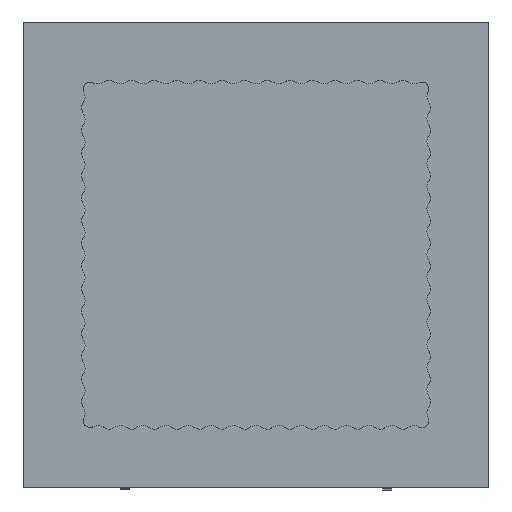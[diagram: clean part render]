
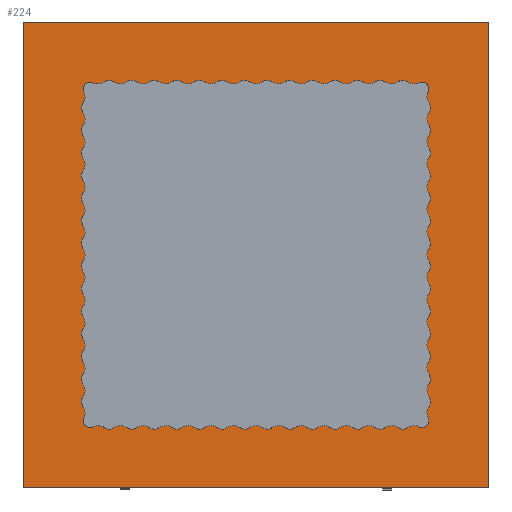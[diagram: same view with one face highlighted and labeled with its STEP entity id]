
A CAD part, front view. The second image highlights one B-rep face of the part: STEP entity #224.
In plain terms, the highlighted planar face has unit normal (0, -1, 0).
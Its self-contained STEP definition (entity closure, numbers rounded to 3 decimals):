
#224=ADVANCED_FACE('',(#479),#3901,.T.);
#479=FACE_OUTER_BOUND('',#734,.T.);
#734=EDGE_LOOP('',(#1045,#1046,#1047,#1048));
#1045=ORIENTED_EDGE('',*,*,#2441,.F.);
#1046=ORIENTED_EDGE('',*,*,#2438,.F.);
#1047=ORIENTED_EDGE('',*,*,#2435,.F.);
#1048=ORIENTED_EDGE('',*,*,#2431,.F.);
#2431=EDGE_CURVE('',#3421,#3422,#3132,.T.);
#2435=EDGE_CURVE('',#3422,#3425,#3136,.T.);
#2438=EDGE_CURVE('',#3425,#3427,#3139,.T.);
#2441=EDGE_CURVE('',#3427,#3421,#3142,.T.);
#3132=B_SPLINE_CURVE_WITH_KNOTS('',1,(#8428,#8429),.UNSPECIFIED.,.F.,.F.,
(2,2),(0.,1.),.UNSPECIFIED.);
#3136=B_SPLINE_CURVE_WITH_KNOTS('',1,(#8436,#8437),.UNSPECIFIED.,.F.,.F.,
(2,2),(1.,2.),.UNSPECIFIED.);
#3139=B_SPLINE_CURVE_WITH_KNOTS('',1,(#8442,#8443),.UNSPECIFIED.,.F.,.F.,
(2,2),(2.,3.),.UNSPECIFIED.);
#3142=B_SPLINE_CURVE_WITH_KNOTS('',1,(#8448,#8449),.UNSPECIFIED.,.F.,.F.,
(2,2),(3.,4.),.UNSPECIFIED.);
#3421=VERTEX_POINT('',#8420);
#3422=VERTEX_POINT('',#8421);
#3425=VERTEX_POINT('',#8424);
#3427=VERTEX_POINT('',#8426);
#3901=PLANE('',#4889);
#4889=AXIS2_PLACEMENT_3D('',#8418,#5015,$);
#5015=DIRECTION('',(0.,-1.,0.));
#8418=CARTESIAN_POINT('',(-1732.204,0.,1505.68));
#8420=CARTESIAN_POINT('',(-1732.204,0.,-554.32));
#8421=CARTESIAN_POINT('',(-1732.204,0.,1505.68));
#8424=CARTESIAN_POINT('',(327.796,0.,1505.68));
#8426=CARTESIAN_POINT('',(327.796,0.,-554.32));
#8428=CARTESIAN_POINT('',(-1732.204,0.,-554.32));
#8429=CARTESIAN_POINT('',(-1732.204,0.,1505.68));
#8436=CARTESIAN_POINT('',(-1732.204,0.,1505.68));
#8437=CARTESIAN_POINT('',(327.796,0.,1505.68));
#8442=CARTESIAN_POINT('',(327.796,0.,1505.68));
#8443=CARTESIAN_POINT('',(327.796,0.,-554.32));
#8448=CARTESIAN_POINT('',(327.796,0.,-554.32));
#8449=CARTESIAN_POINT('',(-1732.204,0.,-554.32));
